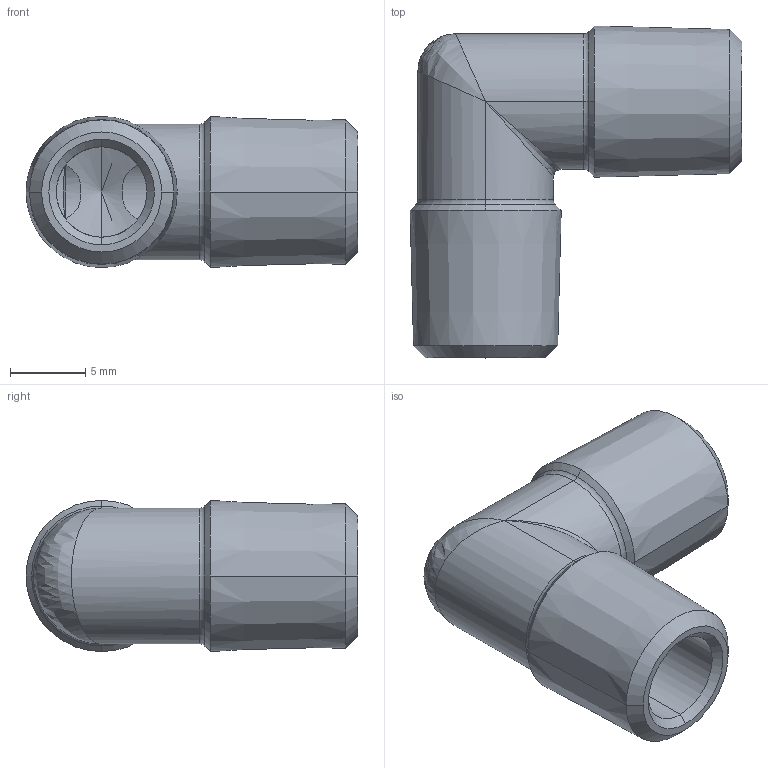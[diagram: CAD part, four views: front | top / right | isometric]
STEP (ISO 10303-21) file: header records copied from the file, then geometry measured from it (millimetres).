
FILE_DESCRIPTION (( 'STEP AP203' ), '1' );
FILE_NAME ('X5250001.STEP', '2011-10-25T08:34:21', ( 'SP' ), ( 'sopra-pneumatic' ), 'SwSTEP 2.0', 'SolidWorks 2011', '' );
FILE_SCHEMA (( 'CONFIG_CONTROL_DESIGN' ));
Length unit declared in the file: millimetre
Products named in the file (1): X5250001
Bounding box: 22.01 x 22.01 x 10.02 mm (x, y, z)
Volume: 1387.5 mm3; surface area: 1712.8 mm2
Topology: 1 solids, 1 shells, 46 faces, 100 edges, 48 vertices
Faces by surface type: cone 22, cylinder 16, torus 4, plane 2, bspline 2
Entity records: 1472 total; most frequent: CARTESIAN_POINT 467, DIRECTION 212, ORIENTED_EDGE 184, EDGE_CURVE 92, AXIS2_PLACEMENT_3D 91, VERTEX_POINT 48, EDGE_LOOP 48, CIRCLE 46
